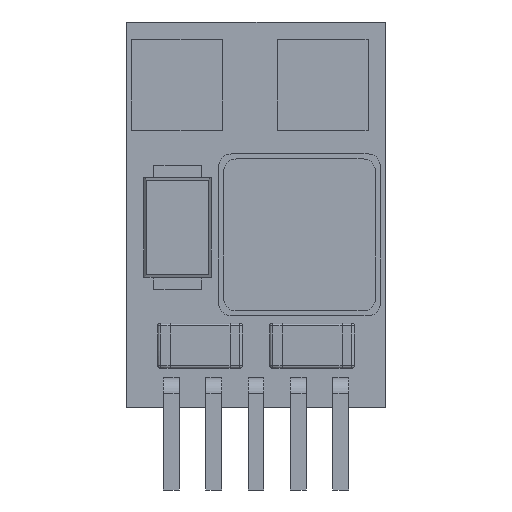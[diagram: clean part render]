
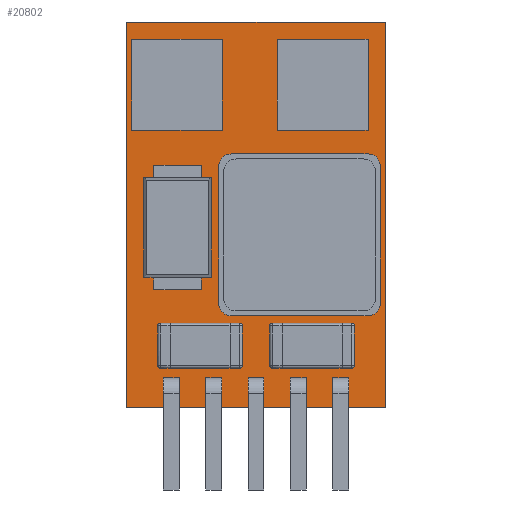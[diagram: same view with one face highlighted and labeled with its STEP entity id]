
A CAD part, front view. The second image highlights one B-rep face of the part: STEP entity #20802.
In plain terms, the highlighted planar face has unit normal (0, -1, 0).
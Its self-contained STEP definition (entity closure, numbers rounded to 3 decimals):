
#20682=CARTESIAN_POINT('',(-5.2,0.32,0.0));
#20683=VERTEX_POINT('',#20682);
#20690=CARTESIAN_POINT('',(-5.2,0.32,15.5));
#20691=VERTEX_POINT('',#20690);
#20692=CARTESIAN_POINT('',(-5.2,0.32,0.0));
#20693=DIRECTION('',(0.0,0.0,1.0));
#20694=VECTOR('',#20693,15.5);
#20695=LINE('',#20692,#20694);
#20696=EDGE_CURVE('',#20683,#20691,#20695,.T.);
#20720=CARTESIAN_POINT('',(5.2,0.32,0.));
#20721=VERTEX_POINT('',#20720);
#20728=CARTESIAN_POINT('',(5.2,0.32,0.));
#20729=DIRECTION('',(-1.0,0.0,0.0));
#20730=VECTOR('',#20729,10.4);
#20731=LINE('',#20728,#20730);
#20732=EDGE_CURVE('',#20721,#20683,#20731,.T.);
#20751=CARTESIAN_POINT('',(5.2,0.32,15.5));
#20752=VERTEX_POINT('',#20751);
#20759=CARTESIAN_POINT('',(5.2,0.32,15.5));
#20760=DIRECTION('',(0.0,0.0,-1.0));
#20761=VECTOR('',#20760,15.5);
#20762=LINE('',#20759,#20761);
#20763=EDGE_CURVE('',#20752,#20721,#20762,.T.);
#20781=CARTESIAN_POINT('',(-5.2,0.32,15.5));
#20782=DIRECTION('',(1.0,0.0,0.0));
#20783=VECTOR('',#20782,10.4);
#20784=LINE('',#20781,#20783);
#20785=EDGE_CURVE('',#20691,#20752,#20784,.T.);
#20791=CARTESIAN_POINT('',(0.,0.32,7.75));
#20792=DIRECTION('',(0.0,-1.0,0.0));
#20793=DIRECTION('',(1.0,0.0,0.0));
#20794=AXIS2_PLACEMENT_3D('',#20791,#20792,#20793);
#20795=PLANE('',#20794);
#20796=ORIENTED_EDGE('',*,*,#20785,.F.);
#20797=ORIENTED_EDGE('',*,*,#20696,.F.);
#20798=ORIENTED_EDGE('',*,*,#20732,.F.);
#20799=ORIENTED_EDGE('',*,*,#20763,.F.);
#20800=EDGE_LOOP('',(#20796,#20797,#20798,#20799));
#20801=FACE_OUTER_BOUND('',#20800,.T.);
#20802=ADVANCED_FACE('',(#20801),#20795,.T.);
